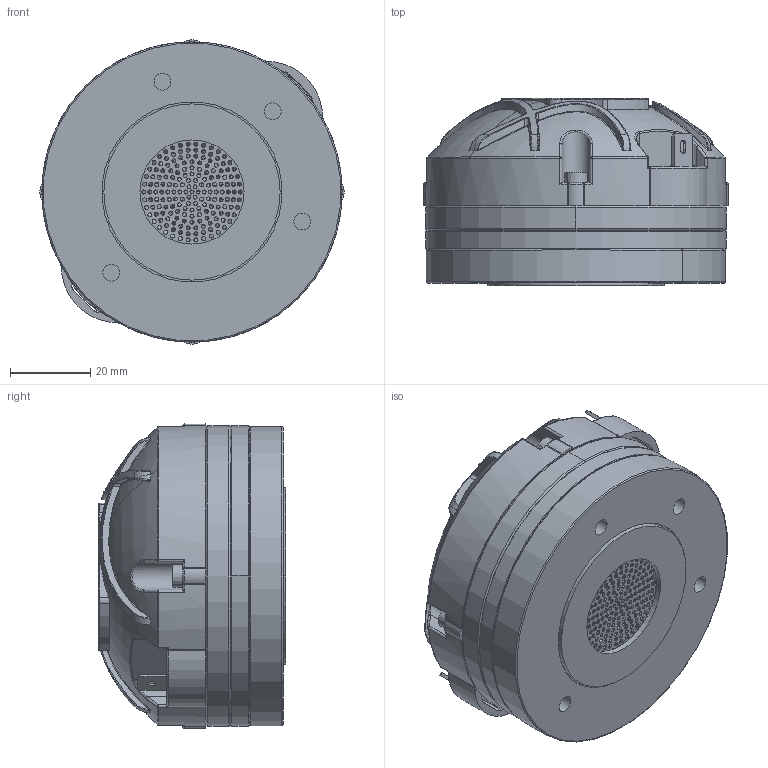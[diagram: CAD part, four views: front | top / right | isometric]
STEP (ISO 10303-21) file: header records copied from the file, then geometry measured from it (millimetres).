
FILE_DESCRIPTION (( 'STEP AP214' ), '1' );
FILE_NAME ('180NCD-086 3D Assembly.STEP', '2023-04-18T10:34:27', ( '' ), ( '' ), 'SwSTEP 2.0', 'SolidWorks 2020', '' );
FILE_SCHEMA (( 'AUTOMOTIVE_DESIGN' ));
Length unit declared in the file: millimetre
Products named in the file (1): 180NCD-086 3D Assembly
Bounding box: 75.98 x 46.7 x 75.98 mm (x, y, z)
Surface area: 34952.1 mm2 (no closed solid volume)
Topology: 0 solids, 85 shells, 1020 faces, 5193 edges, 4228 vertices
Faces by surface type: cylinder 424, plane 253, bspline 211, torus 77, cone 32, sphere 23
Entity records: 83227 total; most frequent: CARTESIAN_POINT 34615, ORIENTED_EDGE 7057, DIRECTION 6603, EDGE_CURVE 5181, VERTEX_POINT 4228, AXIS2_PLACEMENT_3D 2312, VECTOR 1979, LINE 1979
